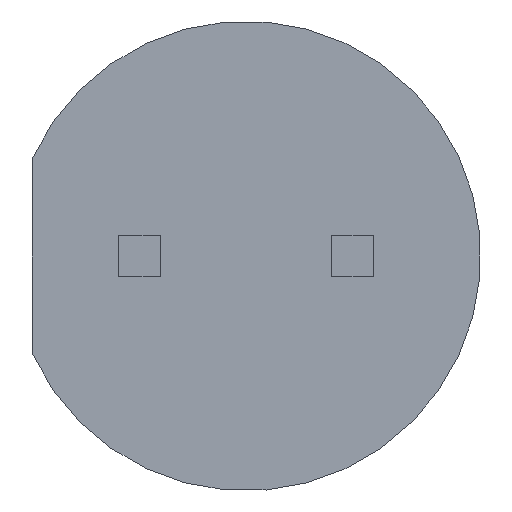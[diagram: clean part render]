
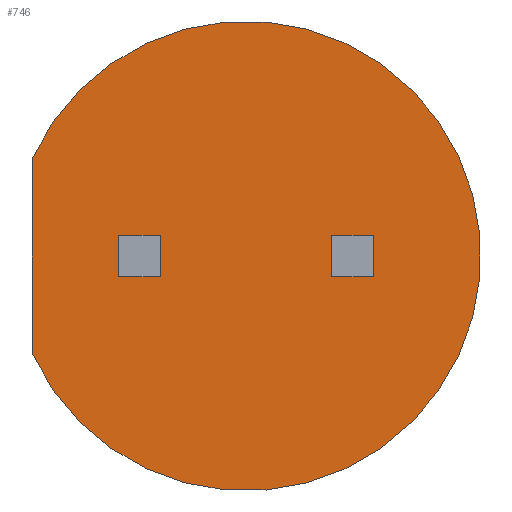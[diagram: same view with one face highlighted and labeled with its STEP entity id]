
A CAD part, front view. The second image highlights one B-rep face of the part: STEP entity #746.
In plain terms, the highlighted planar face has unit normal (0, -1, 0).
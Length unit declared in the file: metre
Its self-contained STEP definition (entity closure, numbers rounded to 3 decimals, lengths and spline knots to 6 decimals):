
#27=PLANE('',#928);
#74=LINE('',#1262,#158);
#158=VECTOR('',#1009,1.);
#274=ORIENTED_EDGE('',*,*,#440,.T.);
#275=ORIENTED_EDGE('',*,*,#466,.T.);
#276=ORIENTED_EDGE('',*,*,#451,.T.);
#277=ORIENTED_EDGE('',*,*,#462,.T.);
#440=EDGE_CURVE('',#543,#544,#609,.T.);
#451=EDGE_CURVE('',#551,#552,#614,.T.);
#462=EDGE_CURVE('',#552,#543,#74,.T.);
#466=EDGE_CURVE('',#544,#551,#622,.T.);
#543=VERTEX_POINT('',#1172);
#544=VERTEX_POINT('',#1173);
#551=VERTEX_POINT('',#1218);
#552=VERTEX_POINT('',#1219);
#609=CIRCLE('',#907,0.0001);
#614=CIRCLE('',#915,0.0001);
#622=CIRCLE('',#929,0.0028);
#635=EDGE_LOOP('',(#274,#275,#276,#277));
#680=FACE_BOUND('',#635,.T.);
#746=ADVANCED_FACE('',(#680),#27,.T.);
#907=AXIS2_PLACEMENT_3D('',#1171,#969,#970);
#915=AXIS2_PLACEMENT_3D('',#1217,#989,#990);
#928=AXIS2_PLACEMENT_3D('',#1269,#1020,#1021);
#929=AXIS2_PLACEMENT_3D('',#1270,#1022,#1023);
#969=DIRECTION('',(0.,-1.,0.));
#970=DIRECTION('',(0.,0.,-1.));
#989=DIRECTION('',(0.,-1.,0.));
#990=DIRECTION('',(0.,0.,-1.));
#1009=DIRECTION('',(0.,0.,-1.));
#1020=DIRECTION('',(0.,-1.,0.));
#1021=DIRECTION('',(0.,0.,-1.));
#1022=DIRECTION('',(0.,-1.,0.));
#1023=DIRECTION('',(0.,0.,-1.));
#1171=CARTESIAN_POINT('',(-0.00245,0.,-0.001135));
#1172=CARTESIAN_POINT('',(-0.00255,0.,-0.001135));
#1173=CARTESIAN_POINT('',(-0.002541,0.,-0.001177));
#1217=CARTESIAN_POINT('',(-0.00245,0.,0.001135));
#1218=CARTESIAN_POINT('',(-0.002541,0.,0.001177));
#1219=CARTESIAN_POINT('',(-0.00255,0.,0.001135));
#1262=CARTESIAN_POINT('',(-0.00255,0.,-0.001157));
#1269=CARTESIAN_POINT('',(0.,0.,0.));
#1270=CARTESIAN_POINT('',(0.,0.,0.));
